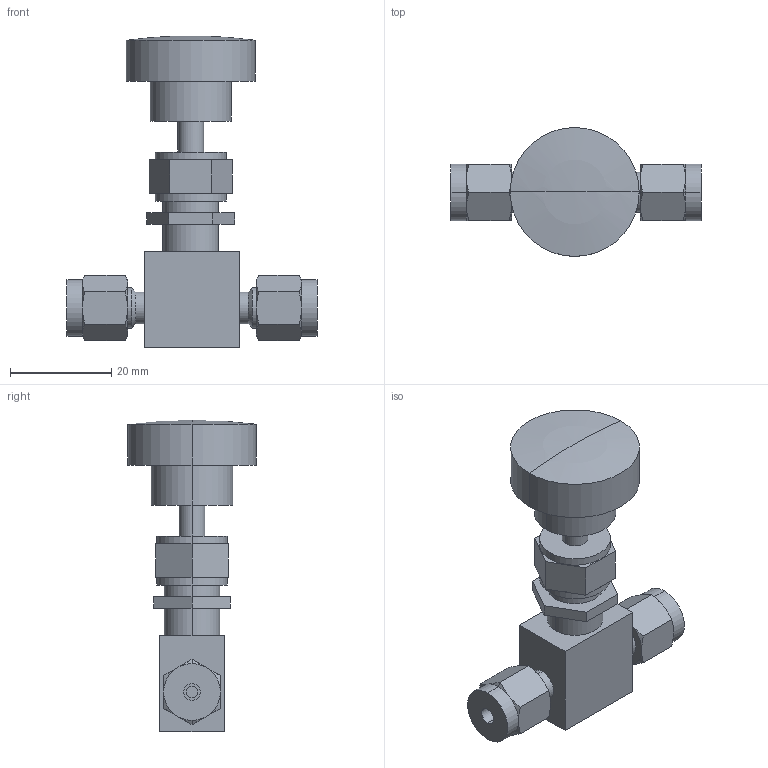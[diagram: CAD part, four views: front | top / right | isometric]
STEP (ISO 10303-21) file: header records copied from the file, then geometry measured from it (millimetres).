
FILE_DESCRIPTION(('starvars output'),'2;1');
FILE_NAME('cv20240327110234000012586.stp','11:02:35 2024/03/27',( 'Thomas Industrial Network Germany GmbH'),( 'Thomas Industrial Network Germany GmbH'),'unknown preprocess','ACIS' ,'unknown authorization');
FILE_SCHEMA(('AUTOMOTIVE_DESIGN_CC2 {UNKNOWN IMPLEMENTATION LEVEL}'));
Length unit declared in the file: millimetre
Products named in the file (1): PRODUCT_ID_1
Bounding box: 49.28 x 25.4 x 61.47 mm (x, y, z)
Volume: 15855.2 mm3; surface area: 6604.6 mm2
Topology: 1 solids, 1 shells, 118 faces, 254 edges, 153 vertices
Faces by surface type: plane 46, cone 36, cylinder 34, sphere 2
Entity records: 3578 total; most frequent: CARTESIAN_POINT 508, ORIENTED_EDGE 504, DIRECTION 316, EDGE_CURVE 252, VERTEX_POINT 153, EDGE_LOOP 135, FACE_BOUND 135, STYLED_ITEM 119
